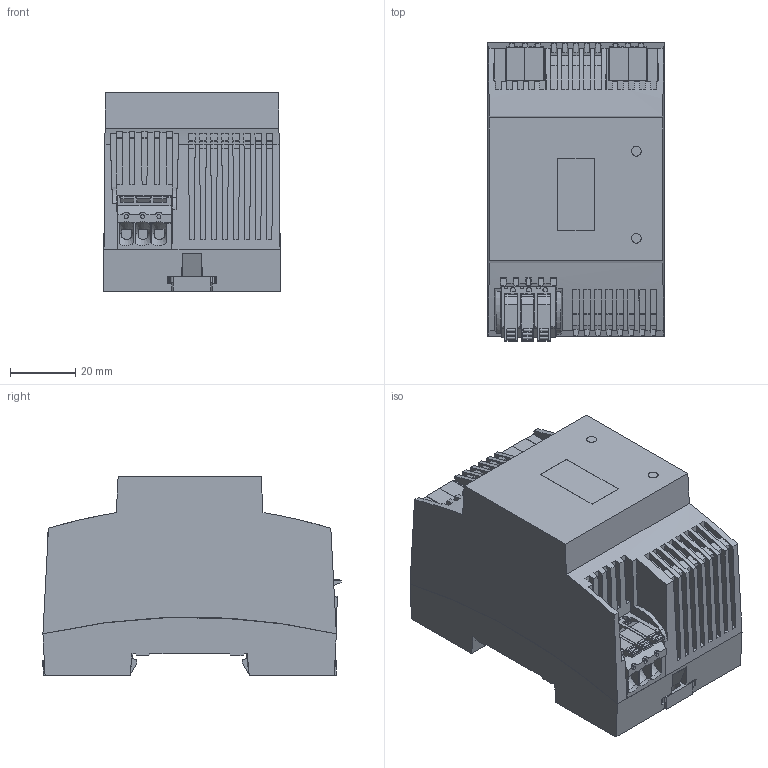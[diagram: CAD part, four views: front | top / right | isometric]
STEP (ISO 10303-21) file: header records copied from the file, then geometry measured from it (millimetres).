
FILE_DESCRIPTION(('Creo Elements/Direct Modeling STEP Export'),'2;1');
FILE_NAME('model.stp','2025-02-19T10:12:12',(''),(''),'Creo Elements/Direct Modeling STEP processor for AP214 (Solid Model)','Creo Elements/Direct Modeling 20.1D 10-Oct-2020 (C) Parametric Technology GmbH','');
FILE_SCHEMA(('AUTOMOTIVE_DESIGN { 1 0 10303 214 1 1 1 1 }'));
Length unit declared in the file: millimetre
Products named in the file (2): STEP3_PS_1AC_KNX_640_LPT-select
Assembly tree (1 placements, depth 2):
  STEP3_PS_1AC_KNX_640_LPT-select
    STEP3_PS_1AC_KNX_640_LPT-select
Bounding box: 54 x 91.45 x 60.99 mm (x, y, z)
Volume: 234009.3 mm3; surface area: 37178.6 mm2
Topology: 1 solids, 1 shells, 878 faces, 2560 edges, 1699 vertices
Faces by surface type: plane 661, cylinder 174, extrusion 36, cone 6, bspline 1
Entity records: 43658 total; most frequent: CARTESIAN_POINT 13976, ORIENTED_EDGE 5120, DIRECTION 4168, EDGE_CURVE 2560, VECTOR 1918, LINE 1882, VERTEX_POINT 1699, AXIS2_PLACEMENT_3D 1125
